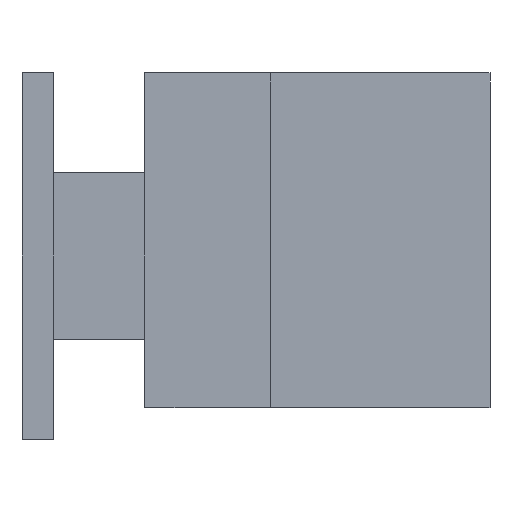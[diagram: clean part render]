
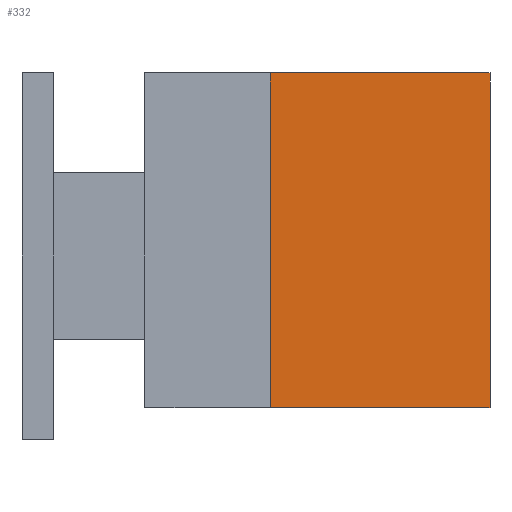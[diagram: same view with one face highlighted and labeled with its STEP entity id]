
A CAD part, front view. The second image highlights one B-rep face of the part: STEP entity #332.
In plain terms, the highlighted planar face has unit normal (0, -1, 0).
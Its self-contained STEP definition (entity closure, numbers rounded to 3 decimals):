
#22 = VERTEX_POINT('',#23);
#23 = CARTESIAN_POINT('',(-16.8,-7.4,-11.6));
#31 = EDGE_CURVE('',#22,#32,#34,.T.);
#32 = VERTEX_POINT('',#33);
#33 = CARTESIAN_POINT('',(-16.8,-7.4,14.));
#34 = LINE('',#35,#36);
#35 = CARTESIAN_POINT('',(-16.8,-7.4,-14.));
#36 = VECTOR('',#37,1.);
#37 = DIRECTION('',(0.,0.,1.));
#61 = EDGE_CURVE('',#62,#22,#64,.T.);
#62 = VERTEX_POINT('',#63);
#63 = CARTESIAN_POINT('',(0.,-7.4,-11.6));
#64 = LINE('',#65,#66);
#65 = CARTESIAN_POINT('',(0.,-7.4,-11.6));
#66 = VECTOR('',#67,1.);
#67 = DIRECTION('',(-1.,0.,0.));
#223 = EDGE_CURVE('',#224,#32,#226,.T.);
#224 = VERTEX_POINT('',#225);
#225 = CARTESIAN_POINT('',(0.,-7.4,14.));
#226 = LINE('',#227,#228);
#227 = CARTESIAN_POINT('',(0.,-7.4,14.));
#228 = VECTOR('',#229,1.);
#229 = DIRECTION('',(-1.,0.,0.));
#332 = ADVANCED_FACE('',(#333),#344,.T.);
#333 = FACE_BOUND('',#334,.T.);
#334 = EDGE_LOOP('',(#335,#336,#342,#343));
#335 = ORIENTED_EDGE('',*,*,#61,.F.);
#336 = ORIENTED_EDGE('',*,*,#337,.T.);
#337 = EDGE_CURVE('',#62,#224,#338,.T.);
#338 = LINE('',#339,#340);
#339 = CARTESIAN_POINT('',(0.,-7.4,-14.));
#340 = VECTOR('',#341,1.);
#341 = DIRECTION('',(0.,0.,1.));
#342 = ORIENTED_EDGE('',*,*,#223,.T.);
#343 = ORIENTED_EDGE('',*,*,#31,.F.);
#344 = PLANE('',#345);
#345 = AXIS2_PLACEMENT_3D('',#346,#347,#348);
#346 = CARTESIAN_POINT('',(0.,-7.4,-14.));
#347 = DIRECTION('',(0.,-1.,0.));
#348 = DIRECTION('',(-1.,0.,0.));
